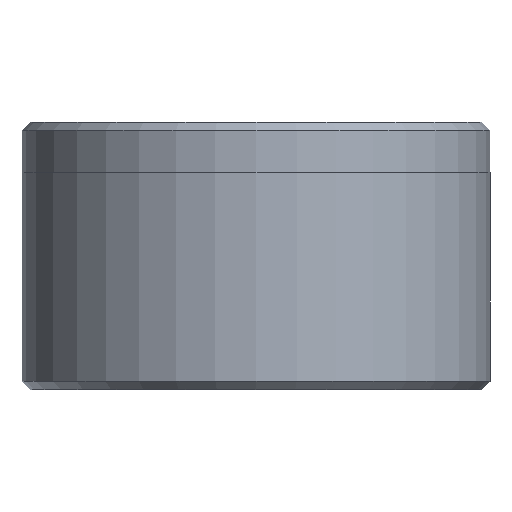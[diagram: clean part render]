
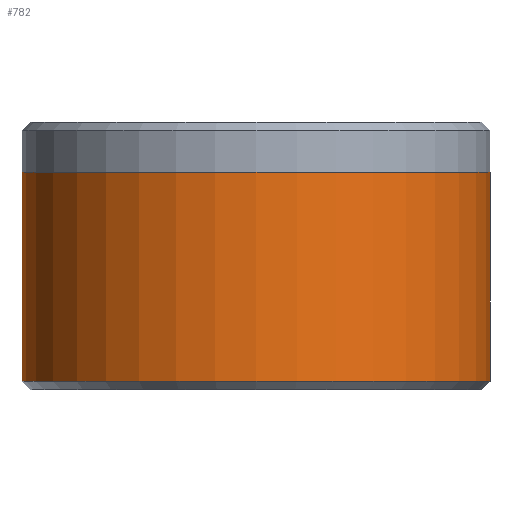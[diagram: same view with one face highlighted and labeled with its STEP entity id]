
A CAD part, front view. The second image highlights one B-rep face of the part: STEP entity #782.
In plain terms, the highlighted cylindrical face has radius 14 mm (diameter 28 mm), a partial arc.
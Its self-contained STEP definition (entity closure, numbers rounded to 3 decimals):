
#29 = VECTOR ( 'NONE', #1264, 1000. ) ;
#47 = EDGE_CURVE ( 'NONE', #1372, #1514, #346, .T. ) ;
#124 = CARTESIAN_POINT ( 'NONE',  ( 14., 0., 16. ) ) ;
#157 = DIRECTION ( 'NONE',  ( 1., 0., 0. ) ) ;
#185 = EDGE_LOOP ( 'NONE', ( #1848, #1689, #367, #1211 ) ) ;
#206 = CARTESIAN_POINT ( 'NONE',  ( -14., 0., 0.5 ) ) ;
#227 = AXIS2_PLACEMENT_3D ( 'NONE', #2109, #1143, #157 ) ;
#239 = VECTOR ( 'NONE', #1830, 1000. ) ;
#346 = LINE ( 'NONE', #850, #239 ) ;
#367 = ORIENTED_EDGE ( 'NONE', *, *, #47, .T. ) ;
#469 = CARTESIAN_POINT ( 'NONE',  ( -14., 0., 13. ) ) ;
#487 = DIRECTION ( 'NONE',  ( 0., 0., -1. ) ) ;
#511 = LINE ( 'NONE', #124, #29 ) ;
#782 = ADVANCED_FACE ( 'NONE', ( #1067 ), #1344, .T. ) ;
#827 = CARTESIAN_POINT ( 'NONE',  ( 14., 0., 0.5 ) ) ;
#850 = CARTESIAN_POINT ( 'NONE',  ( -14., 0., 16. ) ) ;
#879 = DIRECTION ( 'NONE',  ( 0., 0., 1. ) ) ;
#923 = EDGE_CURVE ( 'NONE', #1372, #1472, #1842, .T. ) ;
#1067 = FACE_OUTER_BOUND ( 'NONE', #185, .T. ) ;
#1143 = DIRECTION ( 'NONE',  ( 0., 0., 1. ) ) ;
#1201 = VERTEX_POINT ( 'NONE', #827 ) ;
#1211 = ORIENTED_EDGE ( 'NONE', *, *, #1815, .T. ) ;
#1264 = DIRECTION ( 'NONE',  ( 0., 0., -1. ) ) ;
#1302 = CIRCLE ( 'NONE', #1486, 14. ) ;
#1314 = EDGE_CURVE ( 'NONE', #1472, #1201, #511, .T. ) ;
#1319 = CARTESIAN_POINT ( 'NONE',  ( 0., 0., 16. ) ) ;
#1344 = CYLINDRICAL_SURFACE ( 'NONE', #1380, 14. ) ;
#1355 = CARTESIAN_POINT ( 'NONE',  ( 14., 0., 13. ) ) ;
#1372 = VERTEX_POINT ( 'NONE', #469 ) ;
#1380 = AXIS2_PLACEMENT_3D ( 'NONE', #1319, #487, #1970 ) ;
#1472 = VERTEX_POINT ( 'NONE', #1355 ) ;
#1486 = AXIS2_PLACEMENT_3D ( 'NONE', #1860, #879, #2016 ) ;
#1514 = VERTEX_POINT ( 'NONE', #206 ) ;
#1689 = ORIENTED_EDGE ( 'NONE', *, *, #923, .F. ) ;
#1815 = EDGE_CURVE ( 'NONE', #1514, #1201, #1302, .T. ) ;
#1830 = DIRECTION ( 'NONE',  ( 0., 0., -1. ) ) ;
#1842 = CIRCLE ( 'NONE', #227, 14. ) ;
#1848 = ORIENTED_EDGE ( 'NONE', *, *, #1314, .F. ) ;
#1860 = CARTESIAN_POINT ( 'NONE',  ( 0., 0., 0.5 ) ) ;
#1970 = DIRECTION ( 'NONE',  ( -1., 0., 0. ) ) ;
#2016 = DIRECTION ( 'NONE',  ( 1., 0., 0. ) ) ;
#2109 = CARTESIAN_POINT ( 'NONE',  ( 0., 0., 13. ) ) ;
